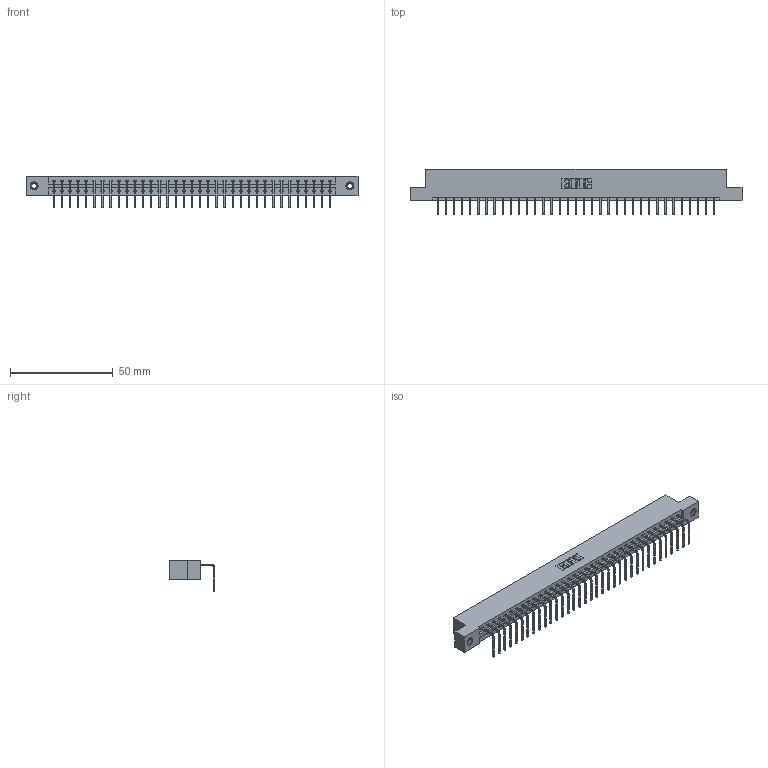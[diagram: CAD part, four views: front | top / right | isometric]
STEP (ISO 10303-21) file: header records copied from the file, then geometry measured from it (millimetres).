
FILE_DESCRIPTION (( 'STEP AP203' ), '1' );
FILE_NAME ('337-035-558-108.STEP', '2019-10-07T14:21:09', ( '' ), ( '' ), 'SwSTEP 2.0', 'SolidWorks 2016', '' );
FILE_SCHEMA (( 'CONFIG_CONTROL_DESIGN' ));
Length unit declared in the file: inch
Products named in the file (4): 337-035-558-108; 345-292-001_558 Tail - 2; 345-250-001_345-250-003-102; 337 Part_Flush Mounting Lugs - 0.156 Dia-TI
Assembly tree (38 placements, depth 2):
  337-035-558-108
    337 Part_Flush Mounting Lugs - 0.156 Dia-TI
    345-292-001_558 Tail - 2  x35
    345-250-001_345-250-003-102  x2
Bounding box: 161.7 x 22.17 x 15.37 mm (x, y, z)
Volume: 16828.1 mm3; surface area: 18096.7 mm2
Topology: 38 solids, 38 shells, 2414 faces, 7237 edges, 4770 vertices
Faces by surface type: plane 1782, cylinder 616, cone 12, torus 4
Entity records: 28192 total; most frequent: CARTESIAN_POINT 4890, ORIENTED_EDGE 4854, DIRECTION 4163, EDGE_CURVE 2427, LINE 2279, VECTOR 2279, VERTEX_POINT 1612, AXIS2_PLACEMENT_3D 942
